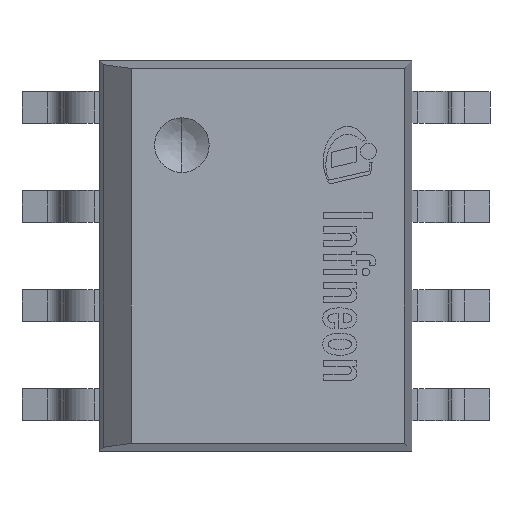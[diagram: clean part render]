
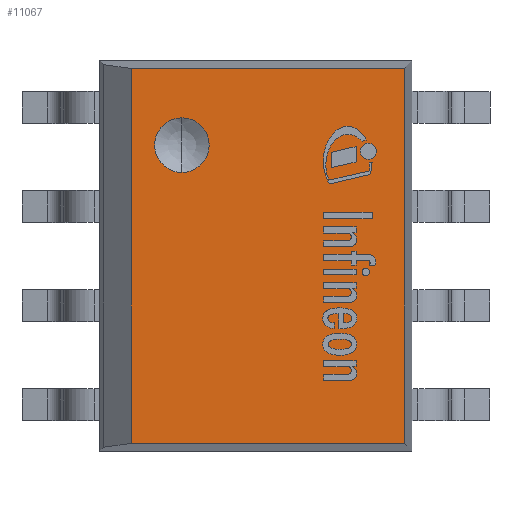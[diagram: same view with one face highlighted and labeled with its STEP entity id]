
A CAD part, top view. The second image highlights one B-rep face of the part: STEP entity #11067.
In plain terms, the highlighted planar face has unit normal (0, 0, 1).
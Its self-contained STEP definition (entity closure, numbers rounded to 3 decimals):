
#10800=CARTESIAN_POINT('',(-0.95,1.07,1.75));
#10801=VERTEX_POINT('',#10800);
#10808=CARTESIAN_POINT('',(-0.95,1.77,1.75));
#10809=VERTEX_POINT('',#10808);
#10810=CARTESIAN_POINT('',(-0.95,1.42,1.75));
#10811=DIRECTION('',(0.0,0.0,-1.0));
#10812=DIRECTION('',(1.0,0.0,0.0));
#10813=AXIS2_PLACEMENT_3D('',#10810,#10811,#10812);
#10814=CIRCLE('',#10813,0.35);
#10815=EDGE_CURVE('',#10809,#10801,#10814,.T.);
#10841=CARTESIAN_POINT('',(-0.95,1.42,1.75));
#10842=DIRECTION('',(0.0,0.0,-1.0));
#10843=DIRECTION('',(1.0,0.0,0.0));
#10844=AXIS2_PLACEMENT_3D('',#10841,#10842,#10843);
#10845=CIRCLE('',#10844,0.35);
#10846=EDGE_CURVE('',#10801,#10809,#10845,.T.);
#10907=CARTESIAN_POINT('',(-1.601,-2.403,1.75));
#10908=VERTEX_POINT('',#10907);
#10915=CARTESIAN_POINT('',(-1.601,2.403,1.75));
#10916=VERTEX_POINT('',#10915);
#10917=CARTESIAN_POINT('',(-1.601,2.403,1.75));
#10918=DIRECTION('',(0.0,-1.0,0.0));
#10919=VECTOR('',#10918,4.805);
#10920=LINE('',#10917,#10919);
#10921=EDGE_CURVE('',#10916,#10908,#10920,.T.);
#10971=CARTESIAN_POINT('',(1.903,2.403,1.75));
#10972=VERTEX_POINT('',#10971);
#10973=CARTESIAN_POINT('',(-1.601,2.403,1.75));
#10974=DIRECTION('',(1.0,0.,0.0));
#10975=VECTOR('',#10974,3.503);
#10976=LINE('',#10973,#10975);
#10977=EDGE_CURVE('',#10916,#10972,#10976,.T.);
#11012=CARTESIAN_POINT('',(1.903,-2.403,1.75));
#11013=VERTEX_POINT('',#11012);
#11020=CARTESIAN_POINT('',(1.903,-2.403,1.75));
#11021=DIRECTION('',(-1.0,0.,0.0));
#11022=VECTOR('',#11021,3.503);
#11023=LINE('',#11020,#11022);
#11024=EDGE_CURVE('',#11013,#10908,#11023,.T.);
#11035=CARTESIAN_POINT('',(1.903,2.403,1.75));
#11036=DIRECTION('',(0.0,-1.0,0.0));
#11037=VECTOR('',#11036,4.805);
#11038=LINE('',#11035,#11037);
#11039=EDGE_CURVE('',#10972,#11013,#11038,.T.);
#11052=CARTESIAN_POINT('',(0.,0.,1.75));
#11053=DIRECTION('',(0.0,0.0,1.0));
#11054=DIRECTION('',(0.0,-1.0,0.0));
#11055=AXIS2_PLACEMENT_3D('',#11052,#11053,#11054);
#11056=PLANE('',#11055);
#11057=ORIENTED_EDGE('',*,*,#10921,.T.);
#11058=ORIENTED_EDGE('',*,*,#11024,.F.);
#11059=ORIENTED_EDGE('',*,*,#11039,.F.);
#11060=ORIENTED_EDGE('',*,*,#10977,.F.);
#11061=EDGE_LOOP('',(#11057,#11058,#11059,#11060));
#11062=FACE_OUTER_BOUND('',#11061,.T.);
#11063=ORIENTED_EDGE('',*,*,#10846,.T.);
#11064=ORIENTED_EDGE('',*,*,#10815,.T.);
#11065=EDGE_LOOP('',(#11063,#11064));
#11066=FACE_BOUND('',#11065,.T.);
#11067=ADVANCED_FACE('',(#11062,#11066),#11056,.T.);
